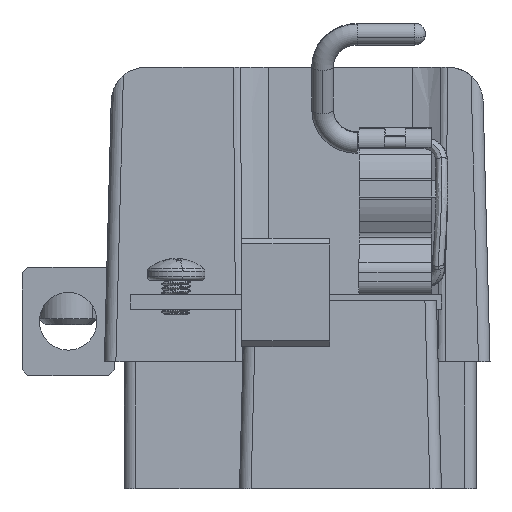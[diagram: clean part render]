
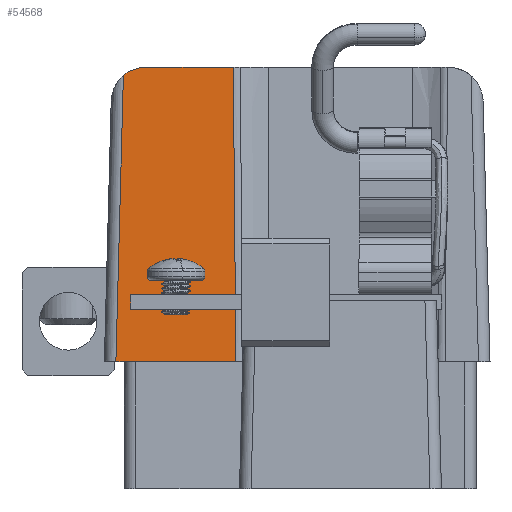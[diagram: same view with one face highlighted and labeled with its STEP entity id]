
A CAD part, left-side view. The second image highlights one B-rep face of the part: STEP entity #54568.
In plain terms, the highlighted planar face has unit normal (-1, 0, 0.026).
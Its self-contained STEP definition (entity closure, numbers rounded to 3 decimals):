
#3218 = VECTOR ( 'NONE', #74072, 1000. ) ;
#3807 = LINE ( 'NONE', #108041, #40467 ) ;
#4274 = CARTESIAN_POINT ( 'NONE',  ( -32.702, 18.537, 68.65 ) ) ;
#4900 = B_SPLINE_CURVE_WITH_KNOTS ( 'NONE', 3,
 ( #23889, #39931, #50907, #49120, #114699, #96310, #68055, #4274, #105521, #21481 ),
 .UNSPECIFIED., .F., .F.,
 ( 4, 3, 3, 4 ),
 ( 0., 0.026, 0.044, 0.051 ),
 .UNSPECIFIED. ) ;
#6354 = CARTESIAN_POINT ( 'NONE',  ( -32.588, 33.743, 73. ) ) ;
#6382 = CARTESIAN_POINT ( 'NONE',  ( -33.924, 37.5, 22. ) ) ;
#16692 = EDGE_LOOP ( 'NONE', ( #53362, #61360, #30691, #104158, #56496, #82273 ) ) ;
#21481 = CARTESIAN_POINT ( 'NONE',  ( -32.588, 18.573, 73. ) ) ;
#21650 = CARTESIAN_POINT ( 'NONE',  ( -32.588, 33.743, 73. ) ) ;
#22365 = CARTESIAN_POINT ( 'NONE',  ( -32.601, 36.531, 72.504 ) ) ;
#23889 = CARTESIAN_POINT ( 'NONE',  ( -33.924, 18.127, 22. ) ) ;
#24768 = CARTESIAN_POINT ( 'NONE',  ( -32.588, 35.181, 73. ) ) ;
#26999 = CARTESIAN_POINT ( 'NONE',  ( -33.924, 38.925, 22. ) ) ;
#30691 = ORIENTED_EDGE ( 'NONE', *, *, #73463, .F. ) ;
#39594 = EDGE_CURVE ( 'NONE', #48946, #86045, #4900, .T. ) ;
#39931 = CARTESIAN_POINT ( 'NONE',  ( -33.701, 18.204, 30.498 ) ) ;
#40467 = VECTOR ( 'NONE', #118428, 1000. ) ;
#41803 = VERTEX_POINT ( 'NONE', #6382 ) ;
#48946 = VERTEX_POINT ( 'NONE', #88427 ) ;
#49120 = CARTESIAN_POINT ( 'NONE',  ( -33.256, 18.354, 47.493 ) ) ;
#50907 = CARTESIAN_POINT ( 'NONE',  ( -33.479, 18.28, 38.995 ) ) ;
#53307 = CARTESIAN_POINT ( 'NONE',  ( -32.588, 18.573, 73. ) ) ;
#53362 = ORIENTED_EDGE ( 'NONE', *, *, #72841, .F. ) ;
#54339 = AXIS2_PLACEMENT_3D ( 'NONE', #62847, #102109, #111893 ) ;
#54568 = ADVANCED_FACE ( 'NONE', ( #83699 ), #81872, .T. ) ;
#55094 = LINE ( 'NONE', #64257, #3218 ) ;
#55925 = VECTOR ( 'NONE', #80708, 1000. ) ;
#56496 = ORIENTED_EDGE ( 'NONE', *, *, #109927, .T. ) ;
#58184 = DIRECTION ( 'NONE',  ( -0.026, 0.026, -0.999 ) ) ;
#58445 = VECTOR ( 'NONE', #58184, 1000. ) ;
#60035 = CARTESIAN_POINT ( 'NONE',  ( -32.626, 37.626, 71.574 ) ) ;
#61360 = ORIENTED_EDGE ( 'NONE', *, *, #39594, .T. ) ;
#62847 = CARTESIAN_POINT ( 'NONE',  ( -34.5, 0., 0. ) ) ;
#64257 = CARTESIAN_POINT ( 'NONE',  ( -33.924, 0., 22. ) ) ;
#66766 = CARTESIAN_POINT ( 'NONE',  ( -34.473, 39.474, 1.033 ) ) ;
#67367 = LINE ( 'NONE', #66766, #58445 ) ;
#68055 = CARTESIAN_POINT ( 'NONE',  ( -32.759, 18.518, 66.475 ) ) ;
#69725 = EDGE_CURVE ( 'NONE', #41803, #114327, #79498, .T. ) ;
#70144 = EDGE_CURVE ( 'NONE', #95853, #71950, #79124, .T. ) ;
#71950 = VERTEX_POINT ( 'NONE', #60035 ) ;
#72841 = EDGE_CURVE ( 'NONE', #48946, #41803, #55094, .T. ) ;
#73463 = EDGE_CURVE ( 'NONE', #95853, #86045, #3807, .T. ) ;
#74072 = DIRECTION ( 'NONE',  ( 0., 1., 0. ) ) ;
#79124 =( BOUNDED_CURVE ( )  B_SPLINE_CURVE ( 3, ( #6354, #24768, #22365, #81176 ),
 .UNSPECIFIED., .F., .F. ) 
 B_SPLINE_CURVE_WITH_KNOTS ( ( 4, 4 ),
 ( 3.142, 3.845 ),
 .UNSPECIFIED. ) 
 CURVE ( )  GEOMETRIC_REPRESENTATION_ITEM ( )  RATIONAL_B_SPLINE_CURVE ( ( 1., 0.959, 0.959, 1. ) ) 
 REPRESENTATION_ITEM ( '' )  );
#79498 = LINE ( 'NONE', #116916, #55925 ) ;
#80708 = DIRECTION ( 'NONE',  ( 0., 1., 0. ) ) ;
#81176 = CARTESIAN_POINT ( 'NONE',  ( -32.626, 37.626, 71.574 ) ) ;
#81872 = PLANE ( 'NONE',  #54339 ) ;
#82273 = ORIENTED_EDGE ( 'NONE', *, *, #69725, .F. ) ;
#83699 = FACE_OUTER_BOUND ( 'NONE', #16692, .T. ) ;
#86045 = VERTEX_POINT ( 'NONE', #53307 ) ;
#88427 = CARTESIAN_POINT ( 'NONE',  ( -33.924, 18.127, 22. ) ) ;
#95853 = VERTEX_POINT ( 'NONE', #21650 ) ;
#96310 = CARTESIAN_POINT ( 'NONE',  ( -32.925, 18.464, 60.148 ) ) ;
#102109 = DIRECTION ( 'NONE',  ( -1., 0., 0.026 ) ) ;
#104158 = ORIENTED_EDGE ( 'NONE', *, *, #70144, .T. ) ;
#105521 = CARTESIAN_POINT ( 'NONE',  ( -32.645, 18.555, 70.825 ) ) ;
#108041 = CARTESIAN_POINT ( 'NONE',  ( -32.588, 41.5, 73. ) ) ;
#109927 = EDGE_CURVE ( 'NONE', #71950, #114327, #67367, .T. ) ;
#111893 = DIRECTION ( 'NONE',  ( 0.026, 0., 1. ) ) ;
#114327 = VERTEX_POINT ( 'NONE', #26999 ) ;
#114699 = CARTESIAN_POINT ( 'NONE',  ( -33.091, 18.41, 53.82 ) ) ;
#116916 = CARTESIAN_POINT ( 'NONE',  ( -33.924, 0., 22. ) ) ;
#118428 = DIRECTION ( 'NONE',  ( 0., -1., 0. ) ) ;
